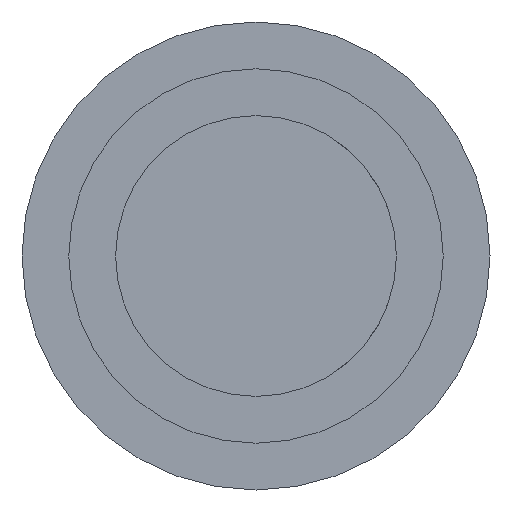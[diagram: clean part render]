
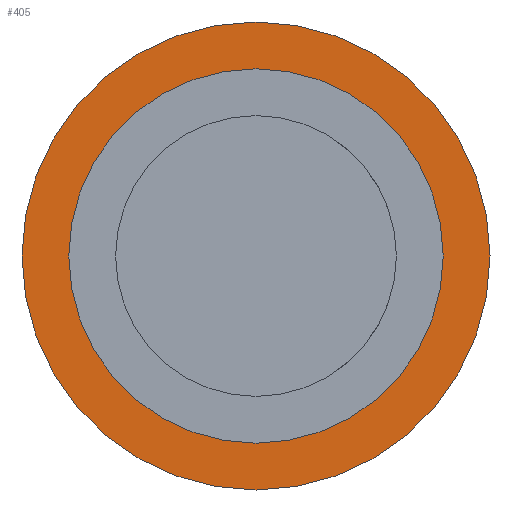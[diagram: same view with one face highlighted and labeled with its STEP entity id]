
A CAD part, front view. The second image highlights one B-rep face of the part: STEP entity #405.
In plain terms, the highlighted planar face has unit normal (0, -1, 0).
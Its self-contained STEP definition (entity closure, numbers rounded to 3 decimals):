
#8 = FACE_BOUND ( 'NONE', #155, .T. ) ;
#14 = FACE_OUTER_BOUND ( 'NONE', #170, .T. ) ;
#137 = VERTEX_POINT ( 'NONE', #549 ) ;
#139 = VERTEX_POINT ( 'NONE', #551 ) ;
#146 = VERTEX_POINT ( 'NONE', #558 ) ;
#155 = EDGE_LOOP ( 'NONE', ( #289, #290, #291, #292, #293, #294 ) ) ;
#170 = EDGE_LOOP ( 'NONE', ( #287, #288 ) ) ;
#195 = VERTEX_POINT ( 'NONE', #564 ) ;
#198 = VERTEX_POINT ( 'NONE', #561 ) ;
#205 = VERTEX_POINT ( 'NONE', #571 ) ;
#207 = VERTEX_POINT ( 'NONE', #573 ) ;
#208 = VERTEX_POINT ( 'NONE', #574 ) ;
#287 = ORIENTED_EDGE ( 'NONE', *, *, #469, .F. ) ;
#288 = ORIENTED_EDGE ( 'NONE', *, *, #445, .F. ) ;
#289 = ORIENTED_EDGE ( 'NONE', *, *, #470, .F. ) ;
#290 = ORIENTED_EDGE ( 'NONE', *, *, #471, .T. ) ;
#291 = ORIENTED_EDGE ( 'NONE', *, *, #466, .F. ) ;
#292 = ORIENTED_EDGE ( 'NONE', *, *, #437, .F. ) ;
#293 = ORIENTED_EDGE ( 'NONE', *, *, #438, .F. ) ;
#294 = ORIENTED_EDGE ( 'NONE', *, *, #472, .F. ) ;
#405 = ADVANCED_FACE ( 'NONE', ( #14, #8 ), #679, .F. ) ;
#437 = EDGE_CURVE ( 'NONE', #139, #146, #816, .T. ) ;
#438 = EDGE_CURVE ( 'NONE', #198, #139, #817, .T. ) ;
#445 = EDGE_CURVE ( 'NONE', #137, #195, #819, .T. ) ;
#466 = EDGE_CURVE ( 'NONE', #146, #208, #851, .T. ) ;
#469 = EDGE_CURVE ( 'NONE', #195, #137, #855, .T. ) ;
#470 = EDGE_CURVE ( 'NONE', #207, #205, #857, .T. ) ;
#471 = EDGE_CURVE ( 'NONE', #207, #208, #843, .T. ) ;
#472 = EDGE_CURVE ( 'NONE', #205, #198, #858, .T. ) ;
#516 = AXIS2_PLACEMENT_3D ( 'NONE', #677, #674, #681 ) ;
#537 = AXIS2_PLACEMENT_3D ( 'NONE', #921, #922, #923 ) ;
#549 = CARTESIAN_POINT ( 'NONE',  ( 0., 0., 4.375 ) ) ;
#551 = CARTESIAN_POINT ( 'NONE',  ( 0., 0., -3.125 ) ) ;
#558 = CARTESIAN_POINT ( 'NONE',  ( 1.375, 0., -2.806 ) ) ;
#561 = CARTESIAN_POINT ( 'NONE',  ( 0., 0., 3.125 ) ) ;
#564 = CARTESIAN_POINT ( 'NONE',  ( 0., 0., -4.375 ) ) ;
#571 = CARTESIAN_POINT ( 'NONE',  ( 1.375, 0., 2.806 ) ) ;
#573 = CARTESIAN_POINT ( 'NONE',  ( 1.375, 0., 2.236 ) ) ;
#574 = CARTESIAN_POINT ( 'NONE',  ( 1.375, 0., -2.236 ) ) ;
#674 = DIRECTION ( 'NONE',  ( 0., 1., 0. ) ) ;
#677 = CARTESIAN_POINT ( 'NONE',  ( 0., 0., 0. ) ) ;
#679 = PLANE ( 'NONE',  #516 ) ;
#681 = DIRECTION ( 'NONE',  ( 0., 0., 1. ) ) ;
#816 = CIRCLE ( 'NONE', #537, 3.125 ) ;
#817 = CIRCLE ( 'NONE', #1147, 3.125 ) ;
#819 = CIRCLE ( 'NONE', #1151, 4.375 ) ;
#843 = CIRCLE ( 'NONE', #1161, 2.625 ) ;
#851 = LINE ( 'NONE', #1122, #852 ) ;
#852 = VECTOR ( 'NONE', #1123, 1000. ) ;
#855 = CIRCLE ( 'NONE', #1160, 4.375 ) ;
#857 = LINE ( 'NONE', #1088, #859 ) ;
#858 = CIRCLE ( 'NONE', #1162, 3.125 ) ;
#859 = VECTOR ( 'NONE', #1097, 1000. ) ;
#921 = CARTESIAN_POINT ( 'NONE',  ( 0., 0., 0. ) ) ;
#922 = DIRECTION ( 'NONE',  ( 0., -1., 0. ) ) ;
#923 = DIRECTION ( 'NONE',  ( 0., 0., -1. ) ) ;
#925 = CARTESIAN_POINT ( 'NONE',  ( 0., 0., 0. ) ) ;
#926 = DIRECTION ( 'NONE',  ( 0., -1., 0. ) ) ;
#927 = DIRECTION ( 'NONE',  ( 0., 0., -1. ) ) ;
#943 = CARTESIAN_POINT ( 'NONE',  ( 0., 0., 0. ) ) ;
#944 = DIRECTION ( 'NONE',  ( 0., 1., 0. ) ) ;
#945 = DIRECTION ( 'NONE',  ( 0., 0., 1. ) ) ;
#1088 = CARTESIAN_POINT ( 'NONE',  ( 1.375, 0., 2.806 ) ) ;
#1097 = DIRECTION ( 'NONE',  ( 0., 0., 1. ) ) ;
#1122 = CARTESIAN_POINT ( 'NONE',  ( 1.375, 0., 2.806 ) ) ;
#1123 = DIRECTION ( 'NONE',  ( 0., 0., 1. ) ) ;
#1128 = CARTESIAN_POINT ( 'NONE',  ( 0., 0., 0. ) ) ;
#1129 = DIRECTION ( 'NONE',  ( 0., 1., 0. ) ) ;
#1130 = DIRECTION ( 'NONE',  ( 0., 0., 1. ) ) ;
#1132 = CARTESIAN_POINT ( 'NONE',  ( 0., 0., 0. ) ) ;
#1133 = DIRECTION ( 'NONE',  ( 0., 1., 0. ) ) ;
#1134 = DIRECTION ( 'NONE',  ( 0., 0., 1. ) ) ;
#1136 = CARTESIAN_POINT ( 'NONE',  ( 0., 0., 0. ) ) ;
#1137 = DIRECTION ( 'NONE',  ( 0., -1., 0. ) ) ;
#1138 = DIRECTION ( 'NONE',  ( 0., 0., -1. ) ) ;
#1147 = AXIS2_PLACEMENT_3D ( 'NONE', #925, #926, #927 ) ;
#1151 = AXIS2_PLACEMENT_3D ( 'NONE', #943, #944, #945 ) ;
#1160 = AXIS2_PLACEMENT_3D ( 'NONE', #1128, #1129, #1130 ) ;
#1161 = AXIS2_PLACEMENT_3D ( 'NONE', #1132, #1133, #1134 ) ;
#1162 = AXIS2_PLACEMENT_3D ( 'NONE', #1136, #1137, #1138 ) ;
